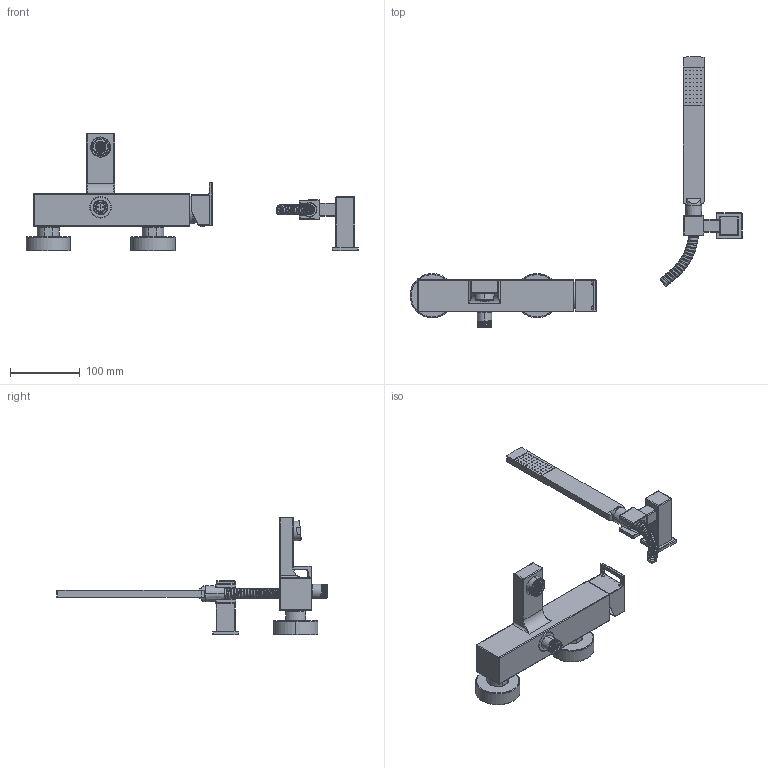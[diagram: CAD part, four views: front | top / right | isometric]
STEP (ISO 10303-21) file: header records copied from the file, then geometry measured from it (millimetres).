
FILE_DESCRIPTION((''),'2;1');
FILE_NAME('EF023CR','2021-01-18T14:19:53',('ut3'),('PAFFONI SpA'),'CREO PARAMETRIC BY PTC INC, 2020044','CREO PARAMETRIC BY PTC INC, 2020044','');
FILE_SCHEMA(('CONFIG_CONTROL_DESIGN','SHAPE_APPEARANCE_LAYERS_GROUPS'));
Products named in the file (1): EF023CR
Bounding box: 475.25 x 387.39 x 168.25 mm (x, y, z)
Volume: 497697.1 mm3; surface area: 254918.8 mm2
Topology: 3 solids, 3 shells, 3379 faces, 9425 edges, 6112 vertices
Faces by surface type: plane 2534, cylinder 492, torus 145, cone 105, bspline 59, sphere 44
Entity records: 167536 total; most frequent: CARTESIAN_POINT 54129, ORIENTED_EDGE 18820, DIRECTION 17970, EDGE_CURVE 9410, VECTOR 6404, LINE 6404, VERTEX_POINT 6110, AXIS2_PLACEMENT_3D 5783
